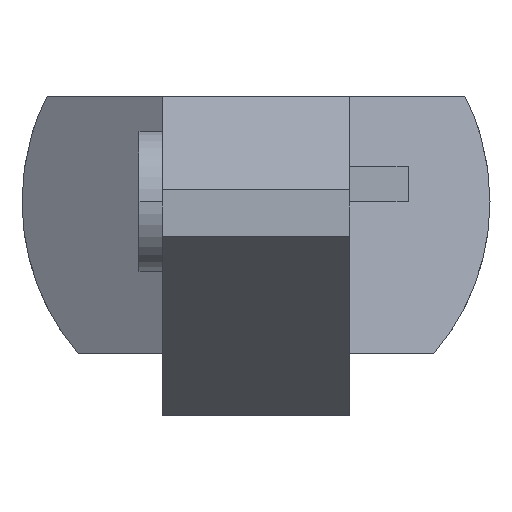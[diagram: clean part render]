
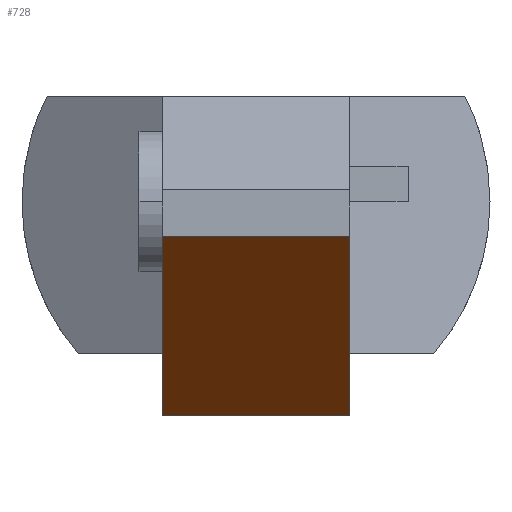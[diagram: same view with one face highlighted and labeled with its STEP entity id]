
A CAD part, front view. The second image highlights one B-rep face of the part: STEP entity #728.
In plain terms, the highlighted planar face has unit normal (0, -0.629, -0.777).
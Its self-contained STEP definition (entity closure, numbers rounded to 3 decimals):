
#313=CARTESIAN_POINT('Vertex',(8.,-147.,-3.)) ;
#329=CARTESIAN_POINT('Vertex',(-8.,-147.,-3.)) ;
#332=CARTESIAN_POINT('Line Origine',(0.,-147.,-3.)) ;
#388=CARTESIAN_POINT('Vertex',(-8.,-128.063,-18.33)) ;
#391=CARTESIAN_POINT('Line Origine',(-8.,-137.531,-10.665)) ;
#611=CARTESIAN_POINT('Line Origine',(8.,-137.531,-10.665)) ;
#615=CARTESIAN_POINT('Vertex',(8.,-128.063,-18.33)) ;
#712=CARTESIAN_POINT('Axis2P3D Location',(0.,-147.,-3.)) ;
#717=CARTESIAN_POINT('Line Origine',(0.,-128.063,-18.33)) ;
#333=DIRECTION('Vector Direction',(1.,0.,0.)) ;
#392=DIRECTION('Vector Direction',(0.,0.777,-0.629)) ;
#612=DIRECTION('Vector Direction',(0.,0.777,-0.629)) ;
#713=DIRECTION('Axis2P3D Direction',(0.,-0.629,-0.777)) ;
#714=DIRECTION('Axis2P3D XDirection',(0.,0.777,-0.629)) ;
#718=DIRECTION('Vector Direction',(-1.,0.,0.)) ;
#715=AXIS2_PLACEMENT_3D('Plane Axis2P3D',#712,#713,#714) ;
#723=ORIENTED_EDGE('',*,*,#617,.F.) ;
#724=ORIENTED_EDGE('',*,*,#336,.F.) ;
#725=ORIENTED_EDGE('',*,*,#395,.T.) ;
#726=ORIENTED_EDGE('',*,*,#721,.F.) ;
#334=VECTOR('Line Direction',#333,1.) ;
#393=VECTOR('Line Direction',#392,1.) ;
#613=VECTOR('Line Direction',#612,1.) ;
#719=VECTOR('Line Direction',#718,1.) ;
#728=ADVANCED_FACE('bielette usinee',(#727),#716,.T.) ;
#336=EDGE_CURVE('',#330,#314,#335,.T.) ;
#395=EDGE_CURVE('',#330,#389,#394,.T.) ;
#617=EDGE_CURVE('',#314,#616,#614,.T.) ;
#721=EDGE_CURVE('',#616,#389,#720,.T.) ;
#722=EDGE_LOOP('',(#723,#724,#725,#726)) ;
#727=FACE_OUTER_BOUND('',#722,.T.) ;
#335=LINE('Line',#332,#334) ;
#394=LINE('Line',#391,#393) ;
#614=LINE('Line',#611,#613) ;
#720=LINE('Line',#717,#719) ;
#716=PLANE('',#715) ;
#314=VERTEX_POINT('',#313) ;
#330=VERTEX_POINT('',#329) ;
#389=VERTEX_POINT('',#388) ;
#616=VERTEX_POINT('',#615) ;
